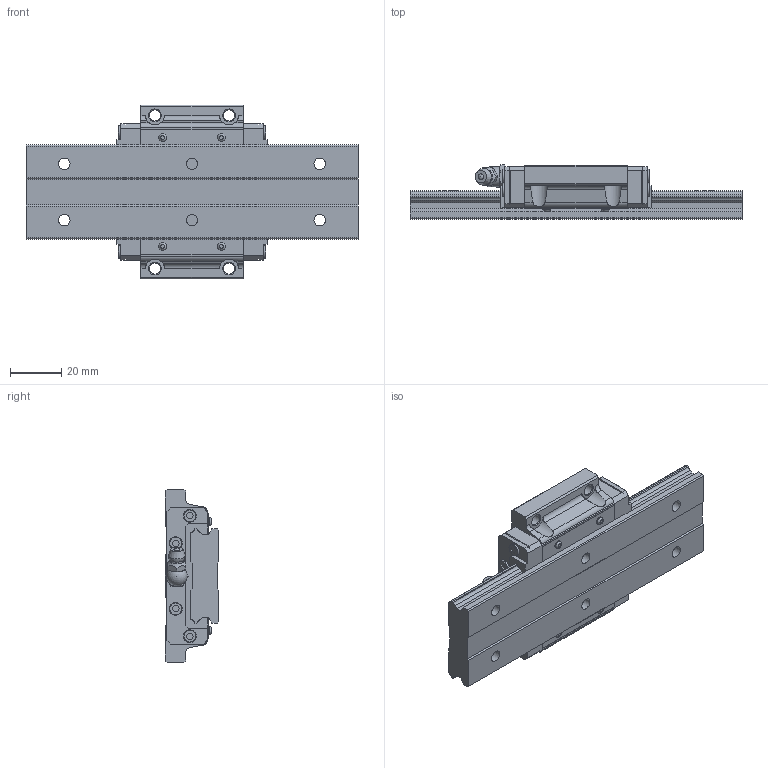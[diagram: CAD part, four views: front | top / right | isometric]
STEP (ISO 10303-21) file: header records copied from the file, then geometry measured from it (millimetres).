
FILE_DESCRIPTION(/* description */ ('STEP AP214'),/* implementation_level */ '2;1');
FILE_NAME(/* name */ 'HRW21CA1UU-130L_G15_0_B-M6F_35-6_0_0_0_1',/* time_stamp */ '2023-02-06T13:09:44+01:00',/* author */ ('License CC BY-ND 4.0'),/* organization */ ('CADENAS'),/* preprocessor_version */ 'ST-DEVELOPER v18.102',/* originating_system */ 'PARTsolutions',/* authorisation */ ' ');
FILE_SCHEMA (('AUTOMOTIVE_DESIGN {1 0 10303 214 3 1 1}'));
Length unit declared in the file: millimetre
Products named in the file (4): HRW21CA1UU-130L_G15_0_B-M6F_35-6_0_0_0_1; HRW-B-M6F_grease_nipple_joint; HRW21CAUUB-M6F1 Slide17-60; HRW21CA13015 Track
Assembly tree (3 placements, depth 2):
  HRW21CA1UU-130L_G15_0_B-M6F_35-6_0_0_0_1
    HRW-B-M6F_grease_nipple_joint
    HRW21CAUUB-M6F1 Slide17-60
    HRW21CA13015 Track
Bounding box: 130 x 21.12 x 68 mm (x, y, z)
Volume: 87793.1 mm3; surface area: 28144.5 mm2
Topology: 3 solids, 3 shells, 328 faces, 836 edges, 545 vertices
Faces by surface type: plane 228, cylinder 58, cone 33, torus 6, sphere 3
Full cylindrical faces by diameter (mm): 3 x4, 4.134 x2, 4.4 x4, 4.5 x6, 4.917 x2, 5 x8, 6 x1, 7.5 x8, 8 x1
Entity records: 9601 total; most frequent: CARTESIAN_POINT 1787, DIRECTION 1540, ORIENTED_EDGE 1508, EDGE_CURVE 754, LINE 560, VECTOR 560, VERTEX_POINT 537, AXIS2_PLACEMENT_3D 490
